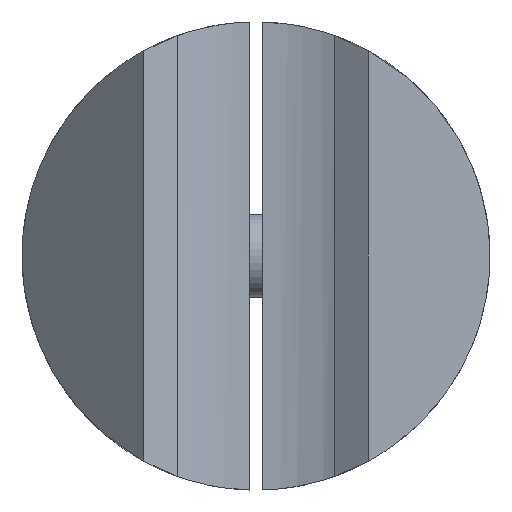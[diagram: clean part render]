
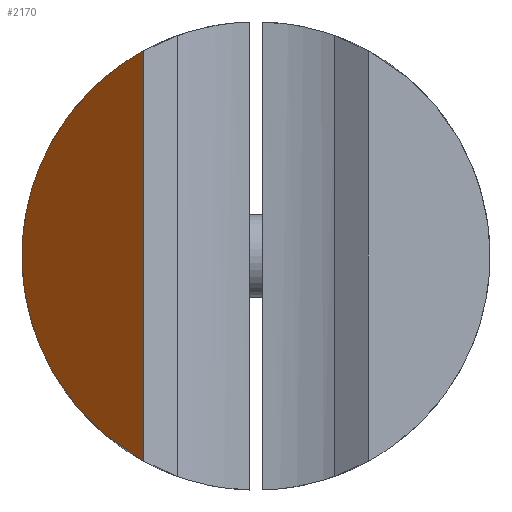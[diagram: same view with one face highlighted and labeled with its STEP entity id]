
A CAD part, left-side view. The second image highlights one B-rep face of the part: STEP entity #2170.
In plain terms, the highlighted planar face has unit normal (-0.707, 0.707, 0).
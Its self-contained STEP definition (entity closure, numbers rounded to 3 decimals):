
#219 = DIRECTION ( 'NONE',  ( -0.707, -0.707, 0. ) ) ;
#365 = FACE_OUTER_BOUND ( 'NONE', #1739, .T. ) ;
#395 = VECTOR ( 'NONE', #1792, 1000. ) ;
#484 = CARTESIAN_POINT ( 'NONE',  ( 3.832, 17., -15.207 ) ) ;
#494 = EDGE_CURVE ( 'NONE', #1398, #1763, #1802, .T. ) ;
#759 = EDGE_CURVE ( 'NONE', #1763, #1398, #932, .T. ) ;
#932 =( BOUNDED_CURVE ( )  B_SPLINE_CURVE ( 3, ( #2406, #1651, #2649, #1904 ),
 .UNSPECIFIED., .F., .T. ) 
 B_SPLINE_CURVE_WITH_KNOTS ( ( 4, 4 ),
 ( 2.071, 4.212 ),
 .UNSPECIFIED. ) 
 CURVE ( )  GEOMETRIC_REPRESENTATION_ITEM ( )  RATIONAL_B_SPLINE_CURVE ( ( 1., 0.653, 0.653, 1. ) ) 
 REPRESENTATION_ITEM ( '' )  );
#1382 = CARTESIAN_POINT ( 'NONE',  ( -5.018, 8.15, -14.924 ) ) ;
#1398 = VERTEX_POINT ( 'NONE', #1701 ) ;
#1651 = CARTESIAN_POINT ( 'NONE',  ( 8.35, 21.517, -7.617 ) ) ;
#1701 = CARTESIAN_POINT ( 'NONE',  ( -5.018, 8.15, 14.924 ) ) ;
#1739 = EDGE_LOOP ( 'NONE', ( #3267, #1769 ) ) ;
#1763 = VERTEX_POINT ( 'NONE', #1382 ) ;
#1769 = ORIENTED_EDGE ( 'NONE', *, *, #494, .F. ) ;
#1792 = DIRECTION ( 'NONE',  ( 0., 0., -1. ) ) ;
#1802 = LINE ( 'NONE', #3091, #395 ) ;
#1904 = CARTESIAN_POINT ( 'NONE',  ( -5.018, 8.15, 14.924 ) ) ;
#2170 = ADVANCED_FACE ( 'NONE', ( #365 ), #2573, .T. ) ;
#2406 = CARTESIAN_POINT ( 'NONE',  ( -5.018, 8.15, -14.924 ) ) ;
#2573 = PLANE ( 'NONE',  #3035 ) ;
#2649 = CARTESIAN_POINT ( 'NONE',  ( 8.35, 21.517, 7.617 ) ) ;
#2812 = DIRECTION ( 'NONE',  ( -0.707, 0.707, 0. ) ) ;
#3035 = AXIS2_PLACEMENT_3D ( 'NONE', #484, #2812, #219 ) ;
#3091 = CARTESIAN_POINT ( 'NONE',  ( -5.018, 8.15, -15.207 ) ) ;
#3267 = ORIENTED_EDGE ( 'NONE', *, *, #759, .F. ) ;
